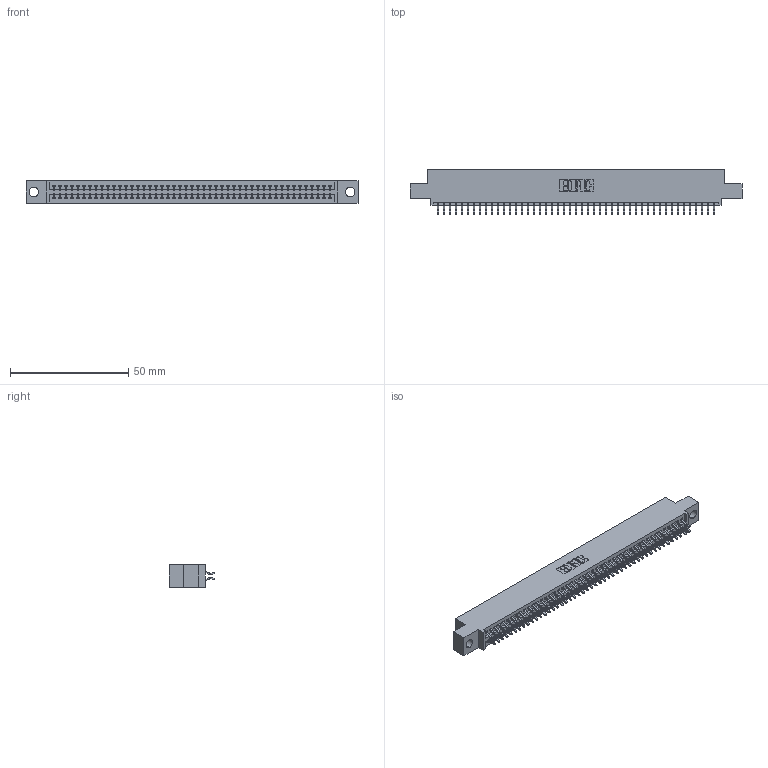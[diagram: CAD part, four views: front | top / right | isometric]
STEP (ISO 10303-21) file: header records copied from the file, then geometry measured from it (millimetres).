
FILE_DESCRIPTION (( 'STEP AP203' ), '1' );
FILE_NAME ('395-094-556-504.STEP', '2018-11-29T13:47:06', ( '' ), ( '' ), 'SwSTEP 2.0', 'SolidWorks 2016', '' );
FILE_SCHEMA (( 'CONFIG_CONTROL_DESIGN' ));
Length unit declared in the file: inch
Products named in the file (3): 395-094-556-504; 345 Part_0.110 Offset - 0.156 Dia-TH; 345-292-001_556 Tail
Assembly tree (95 placements, depth 2):
  395-094-556-504
    345 Part_0.110 Offset - 0.156 Dia-TH
    345-292-001_556 Tail  x94
Bounding box: 140.59 x 19.24 x 9.4 mm (x, y, z)
Volume: 13538.4 mm3; surface area: 19934.6 mm2
Topology: 95 solids, 95 shells, 5394 faces, 16051 edges, 10574 vertices
Faces by surface type: plane 3562, cylinder 1832
Entity records: 36559 total; most frequent: CARTESIAN_POINT 6140, ORIENTED_EDGE 6062, DIRECTION 5395, EDGE_CURVE 3031, LINE 2703, VECTOR 2703, VERTEX_POINT 2018, AXIS2_PLACEMENT_3D 1346
